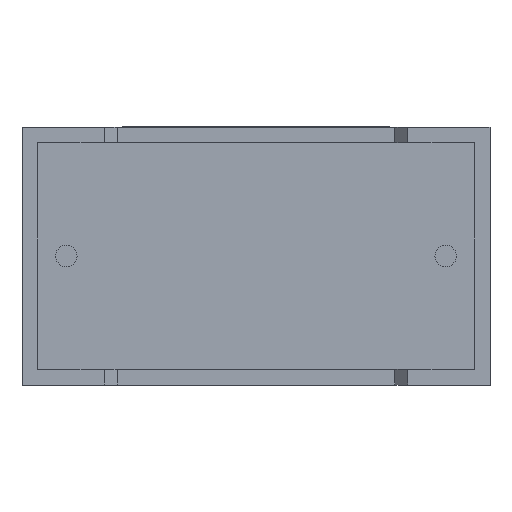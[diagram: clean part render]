
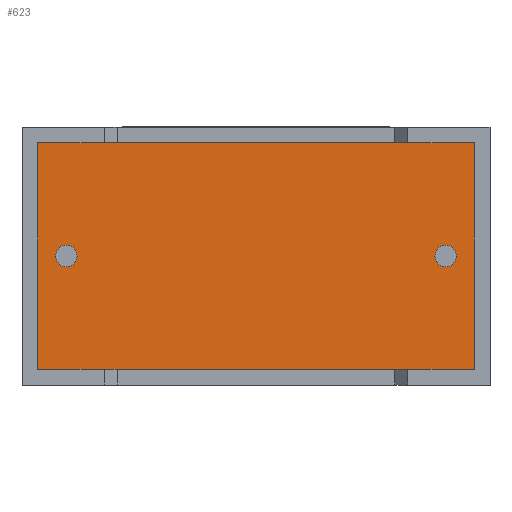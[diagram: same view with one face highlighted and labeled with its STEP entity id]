
A CAD part, front view. The second image highlights one B-rep face of the part: STEP entity #623.
In plain terms, the highlighted planar face has unit normal (0, -1, 0).
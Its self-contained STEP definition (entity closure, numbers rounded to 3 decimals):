
#83 = ORIENTED_EDGE ( 'NONE', *, *, #1977, .F. ) ;
#85 = ORIENTED_EDGE ( 'NONE', *, *, #566, .F. ) ;
#107 = VECTOR ( 'NONE', #2614, 1000. ) ;
#142 = EDGE_LOOP ( 'NONE', ( #85, #1397 ) ) ;
#159 = VECTOR ( 'NONE', #445, 1000. ) ;
#244 = CARTESIAN_POINT ( 'NONE',  ( 17.883, 0.75, 0.617 ) ) ;
#274 = CIRCLE ( 'NONE', #2403, 0.425 ) ;
#341 = CARTESIAN_POINT ( 'NONE',  ( 1.75, 0.75, 5.1 ) ) ;
#406 = CARTESIAN_POINT ( 'NONE',  ( 1.75, 0.75, 5.1 ) ) ;
#423 = ORIENTED_EDGE ( 'NONE', *, *, #2123, .T. ) ;
#426 = LINE ( 'NONE', #1363, #2936 ) ;
#427 = EDGE_LOOP ( 'NONE', ( #2820, #2258, #1135, #423 ) ) ;
#445 = DIRECTION ( 'NONE',  ( 1., 0., 0. ) ) ;
#554 = AXIS2_PLACEMENT_3D ( 'NONE', #1366, #705, #1815 ) ;
#563 = CIRCLE ( 'NONE', #2157, 0.425 ) ;
#566 = EDGE_CURVE ( 'NONE', #2332, #1083, #1631, .T. ) ;
#623 = ADVANCED_FACE ( 'NONE', ( #1158, #2791, #1381 ), #1872, .T. ) ;
#635 = DIRECTION ( 'NONE',  ( 0., 0., -1. ) ) ;
#638 = CARTESIAN_POINT ( 'NONE',  ( 0.617, 0.75, 0.617 ) ) ;
#650 = VERTEX_POINT ( 'NONE', #638 ) ;
#675 = VERTEX_POINT ( 'NONE', #1861 ) ;
#705 = DIRECTION ( 'NONE',  ( 0., -1., 0. ) ) ;
#761 = CARTESIAN_POINT ( 'NONE',  ( 16.75, 0.75, 5.1 ) ) ;
#886 = LINE ( 'NONE', #1850, #107 ) ;
#1050 = CARTESIAN_POINT ( 'NONE',  ( 16.75, 0.75, 5.525 ) ) ;
#1075 = CARTESIAN_POINT ( 'NONE',  ( 17.883, 0.75, 0.617 ) ) ;
#1082 = DIRECTION ( 'NONE',  ( 0., -1., 0. ) ) ;
#1083 = VERTEX_POINT ( 'NONE', #1296 ) ;
#1101 = CARTESIAN_POINT ( 'NONE',  ( 16.75, 0.75, 5.1 ) ) ;
#1129 = CARTESIAN_POINT ( 'NONE',  ( 17.883, 0.75, 9.583 ) ) ;
#1135 = ORIENTED_EDGE ( 'NONE', *, *, #1421, .T. ) ;
#1158 = FACE_BOUND ( 'NONE', #1485, .T. ) ;
#1194 = DIRECTION ( 'NONE',  ( 0., -1., 0. ) ) ;
#1242 = ORIENTED_EDGE ( 'NONE', *, *, #1395, .F. ) ;
#1281 = VERTEX_POINT ( 'NONE', #2797 ) ;
#1291 = CIRCLE ( 'NONE', #3030, 0.425 ) ;
#1296 = CARTESIAN_POINT ( 'NONE',  ( 1.75, 0.75, 4.675 ) ) ;
#1313 = VERTEX_POINT ( 'NONE', #1075 ) ;
#1363 = CARTESIAN_POINT ( 'NONE',  ( 17.883, 0.75, 9.583 ) ) ;
#1366 = CARTESIAN_POINT ( 'NONE',  ( 0., 0.75, 0. ) ) ;
#1381 = FACE_BOUND ( 'NONE', #142, .T. ) ;
#1395 = EDGE_CURVE ( 'NONE', #675, #2218, #1291, .T. ) ;
#1397 = ORIENTED_EDGE ( 'NONE', *, *, #2055, .F. ) ;
#1418 = LINE ( 'NONE', #244, #2345 ) ;
#1421 = EDGE_CURVE ( 'NONE', #1313, #2454, #1418, .T. ) ;
#1485 = EDGE_LOOP ( 'NONE', ( #83, #1242 ) ) ;
#1527 = DIRECTION ( 'NONE',  ( 0., -1., 0. ) ) ;
#1631 = CIRCLE ( 'NONE', #2338, 0.425 ) ;
#1699 = EDGE_CURVE ( 'NONE', #650, #1313, #2134, .T. ) ;
#1760 = EDGE_CURVE ( 'NONE', #1281, #650, #886, .T. ) ;
#1815 = DIRECTION ( 'NONE',  ( 0., 0., -1. ) ) ;
#1850 = CARTESIAN_POINT ( 'NONE',  ( 0.617, 0.75, 9.583 ) ) ;
#1861 = CARTESIAN_POINT ( 'NONE',  ( 16.75, 0.75, 4.675 ) ) ;
#1872 = PLANE ( 'NONE',  #554 ) ;
#1977 = EDGE_CURVE ( 'NONE', #2218, #675, #274, .T. ) ;
#2048 = DIRECTION ( 'NONE',  ( 0., -1., 0. ) ) ;
#2055 = EDGE_CURVE ( 'NONE', #1083, #2332, #563, .T. ) ;
#2113 = DIRECTION ( 'NONE',  ( 0., 0., -1. ) ) ;
#2123 = EDGE_CURVE ( 'NONE', #2454, #1281, #426, .T. ) ;
#2134 = LINE ( 'NONE', #3029, #159 ) ;
#2157 = AXIS2_PLACEMENT_3D ( 'NONE', #406, #1082, #2545 ) ;
#2218 = VERTEX_POINT ( 'NONE', #1050 ) ;
#2258 = ORIENTED_EDGE ( 'NONE', *, *, #1699, .T. ) ;
#2332 = VERTEX_POINT ( 'NONE', #2522 ) ;
#2338 = AXIS2_PLACEMENT_3D ( 'NONE', #341, #1527, #2478 ) ;
#2345 = VECTOR ( 'NONE', #2647, 1000. ) ;
#2403 = AXIS2_PLACEMENT_3D ( 'NONE', #1101, #2048, #635 ) ;
#2454 = VERTEX_POINT ( 'NONE', #1129 ) ;
#2478 = DIRECTION ( 'NONE',  ( 0., 0., -1. ) ) ;
#2522 = CARTESIAN_POINT ( 'NONE',  ( 1.75, 0.75, 5.525 ) ) ;
#2545 = DIRECTION ( 'NONE',  ( 0., 0., -1. ) ) ;
#2614 = DIRECTION ( 'NONE',  ( 0., 0., -1. ) ) ;
#2647 = DIRECTION ( 'NONE',  ( 0., 0., 1. ) ) ;
#2791 = FACE_OUTER_BOUND ( 'NONE', #427, .T. ) ;
#2797 = CARTESIAN_POINT ( 'NONE',  ( 0.617, 0.75, 9.583 ) ) ;
#2820 = ORIENTED_EDGE ( 'NONE', *, *, #1760, .T. ) ;
#2936 = VECTOR ( 'NONE', #3021, 1000. ) ;
#3021 = DIRECTION ( 'NONE',  ( -1., 0., 0. ) ) ;
#3029 = CARTESIAN_POINT ( 'NONE',  ( 0.617, 0.75, 0.617 ) ) ;
#3030 = AXIS2_PLACEMENT_3D ( 'NONE', #761, #1194, #2113 ) ;
